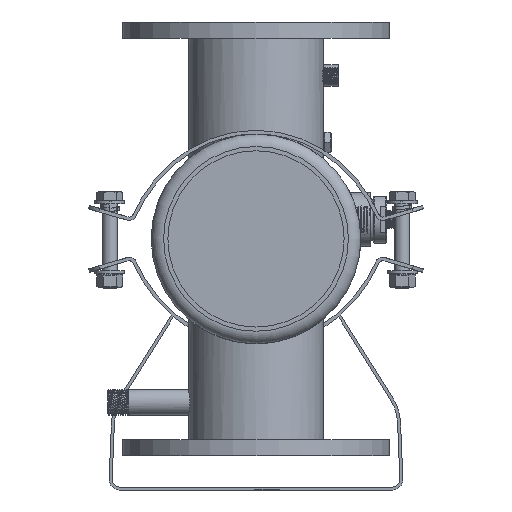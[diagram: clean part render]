
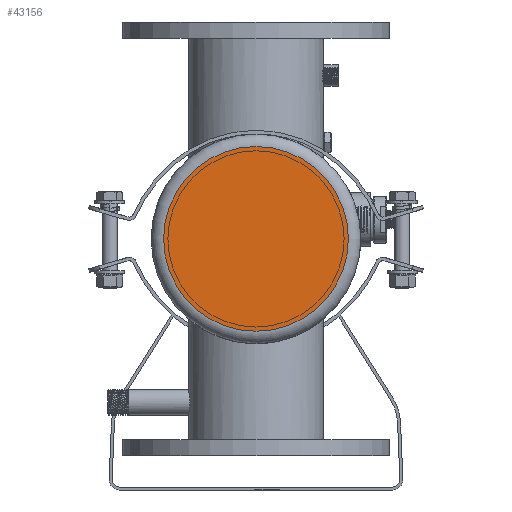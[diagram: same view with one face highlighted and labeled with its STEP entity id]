
A CAD part, left-side view. The second image highlights one B-rep face of the part: STEP entity #43156.
In plain terms, the highlighted planar face has unit normal (-1, 0, 0).
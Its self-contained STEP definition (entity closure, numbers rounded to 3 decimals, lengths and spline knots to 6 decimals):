
#10021=ORIENTED_EDGE('',*,*,#23697,.T.);
#23697=EDGE_CURVE('',#30561,#30561,#35119,.T.);
#30561=VERTEX_POINT('',#59647);
#35119=CIRCLE('',#46198,0.07415);
#36065=EDGE_LOOP('',(#10021));
#39127=FACE_BOUND('',#36065,.T.);
#42136=PLANE('',#46199);
#43156=ADVANCED_FACE('',(#39127),#42136,.T.);
#46198=AXIS2_PLACEMENT_3D('',#59646,#48993,#48994);
#46199=AXIS2_PLACEMENT_3D('',#59648,#48995,#48996);
#48993=DIRECTION('',(-1.,0.,0.));
#48994=DIRECTION('',(0.,0.,1.));
#48995=DIRECTION('',(-1.,0.,0.));
#48996=DIRECTION('',(0.,0.,1.));
#59646=CARTESIAN_POINT('',(0.,0.,0.));
#59647=CARTESIAN_POINT('',(0.,0.,0.07415));
#59648=CARTESIAN_POINT('',(0.,0.,0.068022));
